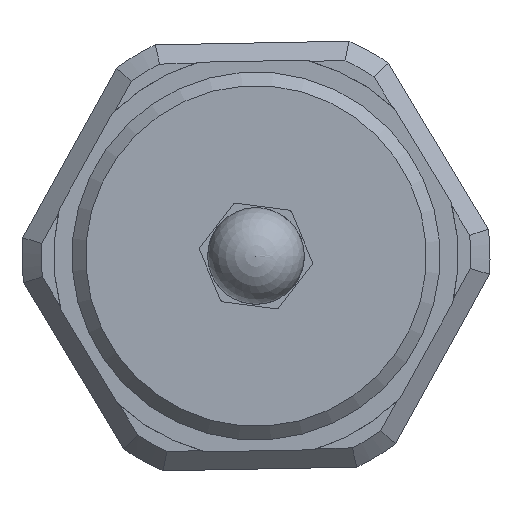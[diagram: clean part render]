
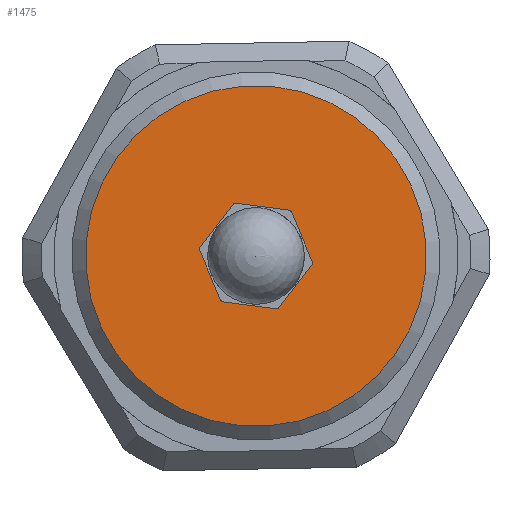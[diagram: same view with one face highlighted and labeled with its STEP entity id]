
A CAD part, left-side view. The second image highlights one B-rep face of the part: STEP entity #1475.
In plain terms, the highlighted planar face has unit normal (-1, 0, 0).
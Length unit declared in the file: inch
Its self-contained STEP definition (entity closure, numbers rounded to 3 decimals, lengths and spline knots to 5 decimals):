
#1441=CARTESIAN_POINT('',(0.25225,0.18964,0.72563));
#1442=VERTEX_POINT('',#1441);
#1443=CARTESIAN_POINT('',(0.25225,0.,0.));
#1444=DIRECTION('',(-1.0,0.,0.));
#1445=DIRECTION('',(0.,0.253,0.968));
#1446=AXIS2_PLACEMENT_3D('',#1443,#1444,#1445);
#1447=CIRCLE('',#1446,0.75);
#1448=EDGE_CURVE('',#1442,#1442,#1447,.T.);
#1456=CARTESIAN_POINT('',(0.25225,0.11416,0.43683));
#1457=DIRECTION('',(-1.0,0.0,0.0));
#1458=DIRECTION('',(0.0,-0.968,0.253));
#1459=AXIS2_PLACEMENT_3D('',#1456,#1457,#1458);
#1460=PLANE('',#1459);
#1461=ORIENTED_EDGE('',*,*,#1448,.T.);
#1462=EDGE_LOOP('',(#1461));
#1463=FACE_OUTER_BOUND('',#1462,.T.);
#1464=CARTESIAN_POINT('',(0.25225,0.03869,0.14803));
#1465=VERTEX_POINT('',#1464);
#1466=CARTESIAN_POINT('',(0.25225,0.,0.));
#1467=DIRECTION('',(-1.0,0.,0.));
#1468=DIRECTION('',(0.,0.253,0.968));
#1469=AXIS2_PLACEMENT_3D('',#1466,#1467,#1468);
#1470=CIRCLE('',#1469,0.153);
#1471=EDGE_CURVE('',#1465,#1465,#1470,.T.);
#1472=ORIENTED_EDGE('',*,*,#1471,.F.);
#1473=EDGE_LOOP('',(#1472));
#1474=FACE_BOUND('',#1473,.T.);
#1475=ADVANCED_FACE('',(#1463,#1474),#1460,.T.);
